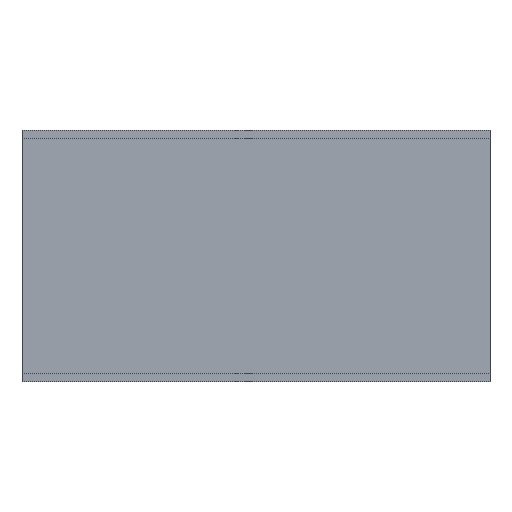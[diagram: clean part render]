
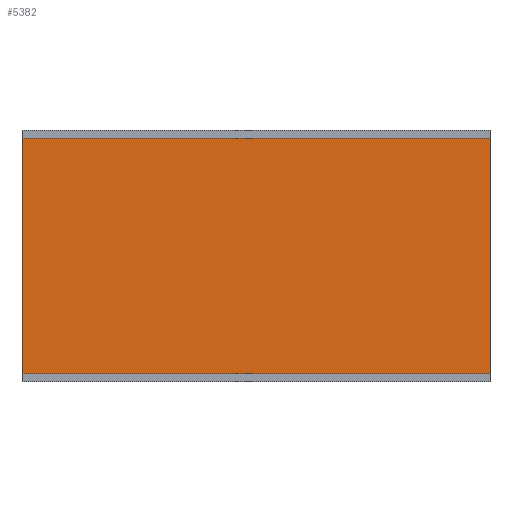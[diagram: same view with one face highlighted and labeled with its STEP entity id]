
A CAD part, left-side view. The second image highlights one B-rep face of the part: STEP entity #5382.
In plain terms, the highlighted planar face has unit normal (-1, 0, 0).
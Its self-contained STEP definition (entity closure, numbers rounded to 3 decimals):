
#2546 = PLANE('',#2547);
#2547 = AXIS2_PLACEMENT_3D('',#2548,#2549,#2550);
#2548 = CARTESIAN_POINT('',(0.,1000.,
    0.));
#2549 = DIRECTION('',(0.,1.,0.));
#2550 = DIRECTION('',(0.,-0.,1.));
#2600 = PLANE('',#2601);
#2601 = AXIS2_PLACEMENT_3D('',#2602,#2603,#2604);
#2602 = CARTESIAN_POINT('',(0.,0.,0.)
  );
#2603 = DIRECTION('',(0.,1.,0.));
#2604 = DIRECTION('',(0.,-0.,1.));
#3407 = VERTEX_POINT('',#3408);
#3408 = CARTESIAN_POINT('',(-5.4,0.,-251.1));
#3422 = PLANE('',#3423);
#3423 = AXIS2_PLACEMENT_3D('',#3424,#3425,#3426);
#3424 = CARTESIAN_POINT('',(-105.,0.,-251.1));
#3425 = DIRECTION('',(0.,0.,-1.));
#3426 = DIRECTION('',(1.,0.,0.));
#3434 = EDGE_CURVE('',#3407,#3435,#3437,.T.);
#3435 = VERTEX_POINT('',#3436);
#3436 = CARTESIAN_POINT('',(-5.4,0.,251.1));
#3437 = SURFACE_CURVE('',#3438,(#3442,#3449),.PCURVE_S1.);
#3438 = LINE('',#3439,#3440);
#3439 = CARTESIAN_POINT('',(-5.4,0.,-251.1));
#3440 = VECTOR('',#3441,1.);
#3441 = DIRECTION('',(0.,0.,1.));
#3442 = PCURVE('',#2600,#3443);
#3443 = DEFINITIONAL_REPRESENTATION('',(#3444),#3448);
#3444 = LINE('',#3445,#3446);
#3445 = CARTESIAN_POINT('',(-251.1,-5.4));
#3446 = VECTOR('',#3447,1.);
#3447 = DIRECTION('',(1.,0.));
#3448 = ( GEOMETRIC_REPRESENTATION_CONTEXT(2) 
PARAMETRIC_REPRESENTATION_CONTEXT() REPRESENTATION_CONTEXT('2D SPACE',''
  ) );
#3449 = PCURVE('',#3450,#3455);
#3450 = PLANE('',#3451);
#3451 = AXIS2_PLACEMENT_3D('',#3452,#3453,#3454);
#3452 = CARTESIAN_POINT('',(-5.4,0.,-251.1));
#3453 = DIRECTION('',(1.,0.,0.));
#3454 = DIRECTION('',(0.,0.,1.));
#3455 = DEFINITIONAL_REPRESENTATION('',(#3456),#3460);
#3456 = LINE('',#3457,#3458);
#3457 = CARTESIAN_POINT('',(0.,0.));
#3458 = VECTOR('',#3459,1.);
#3459 = DIRECTION('',(1.,0.));
#3460 = ( GEOMETRIC_REPRESENTATION_CONTEXT(2) 
PARAMETRIC_REPRESENTATION_CONTEXT() REPRESENTATION_CONTEXT('2D SPACE',''
  ) );
#3478 = PLANE('',#3479);
#3479 = AXIS2_PLACEMENT_3D('',#3480,#3481,#3482);
#3480 = CARTESIAN_POINT('',(-5.4,0.,251.1));
#3481 = DIRECTION('',(0.,-0.,1.));
#3482 = DIRECTION('',(-1.,0.,0.));
#3665 = VERTEX_POINT('',#3666);
#3666 = CARTESIAN_POINT('',(-5.4,1000.,-251.1));
#3687 = EDGE_CURVE('',#3665,#3688,#3690,.T.);
#3688 = VERTEX_POINT('',#3689);
#3689 = CARTESIAN_POINT('',(-5.4,1000.,251.1));
#3690 = SURFACE_CURVE('',#3691,(#3695,#3702),.PCURVE_S1.);
#3691 = LINE('',#3692,#3693);
#3692 = CARTESIAN_POINT('',(-5.4,1000.,-251.1));
#3693 = VECTOR('',#3694,1.);
#3694 = DIRECTION('',(0.,0.,1.));
#3695 = PCURVE('',#2546,#3696);
#3696 = DEFINITIONAL_REPRESENTATION('',(#3697),#3701);
#3697 = LINE('',#3698,#3699);
#3698 = CARTESIAN_POINT('',(-251.1,-5.4));
#3699 = VECTOR('',#3700,1.);
#3700 = DIRECTION('',(1.,0.));
#3701 = ( GEOMETRIC_REPRESENTATION_CONTEXT(2) 
PARAMETRIC_REPRESENTATION_CONTEXT() REPRESENTATION_CONTEXT('2D SPACE',''
  ) );
#3702 = PCURVE('',#3450,#3703);
#3703 = DEFINITIONAL_REPRESENTATION('',(#3704),#3708);
#3704 = LINE('',#3705,#3706);
#3705 = CARTESIAN_POINT('',(0.,-1000.));
#3706 = VECTOR('',#3707,1.);
#3707 = DIRECTION('',(1.,0.));
#3708 = ( GEOMETRIC_REPRESENTATION_CONTEXT(2) 
PARAMETRIC_REPRESENTATION_CONTEXT() REPRESENTATION_CONTEXT('2D SPACE',''
  ) );
#5361 = EDGE_CURVE('',#3407,#3665,#5362,.T.);
#5362 = SURFACE_CURVE('',#5363,(#5367,#5374),.PCURVE_S1.);
#5363 = LINE('',#5364,#5365);
#5364 = CARTESIAN_POINT('',(-5.4,0.,-251.1));
#5365 = VECTOR('',#5366,1.);
#5366 = DIRECTION('',(0.,1.,0.));
#5367 = PCURVE('',#3422,#5368);
#5368 = DEFINITIONAL_REPRESENTATION('',(#5369),#5373);
#5369 = LINE('',#5370,#5371);
#5370 = CARTESIAN_POINT('',(99.6,0.));
#5371 = VECTOR('',#5372,1.);
#5372 = DIRECTION('',(0.,-1.));
#5373 = ( GEOMETRIC_REPRESENTATION_CONTEXT(2) 
PARAMETRIC_REPRESENTATION_CONTEXT() REPRESENTATION_CONTEXT('2D SPACE',''
  ) );
#5374 = PCURVE('',#3450,#5375);
#5375 = DEFINITIONAL_REPRESENTATION('',(#5376),#5380);
#5376 = LINE('',#5377,#5378);
#5377 = CARTESIAN_POINT('',(0.,0.));
#5378 = VECTOR('',#5379,1.);
#5379 = DIRECTION('',(0.,-1.));
#5380 = ( GEOMETRIC_REPRESENTATION_CONTEXT(2) 
PARAMETRIC_REPRESENTATION_CONTEXT() REPRESENTATION_CONTEXT('2D SPACE',''
  ) );
#5382 = ADVANCED_FACE('',(#5383),#3450,.F.);
#5383 = FACE_BOUND('',#5384,.F.);
#5384 = EDGE_LOOP('',(#5385,#5386,#5387,#5408));
#5385 = ORIENTED_EDGE('',*,*,#5361,.T.);
#5386 = ORIENTED_EDGE('',*,*,#3687,.T.);
#5387 = ORIENTED_EDGE('',*,*,#5388,.F.);
#5388 = EDGE_CURVE('',#3435,#3688,#5389,.T.);
#5389 = SURFACE_CURVE('',#5390,(#5394,#5401),.PCURVE_S1.);
#5390 = LINE('',#5391,#5392);
#5391 = CARTESIAN_POINT('',(-5.4,0.,251.1));
#5392 = VECTOR('',#5393,1.);
#5393 = DIRECTION('',(0.,1.,0.));
#5394 = PCURVE('',#3450,#5395);
#5395 = DEFINITIONAL_REPRESENTATION('',(#5396),#5400);
#5396 = LINE('',#5397,#5398);
#5397 = CARTESIAN_POINT('',(502.2,0.));
#5398 = VECTOR('',#5399,1.);
#5399 = DIRECTION('',(0.,-1.));
#5400 = ( GEOMETRIC_REPRESENTATION_CONTEXT(2) 
PARAMETRIC_REPRESENTATION_CONTEXT() REPRESENTATION_CONTEXT('2D SPACE',''
  ) );
#5401 = PCURVE('',#3478,#5402);
#5402 = DEFINITIONAL_REPRESENTATION('',(#5403),#5407);
#5403 = LINE('',#5404,#5405);
#5404 = CARTESIAN_POINT('',(0.,0.));
#5405 = VECTOR('',#5406,1.);
#5406 = DIRECTION('',(0.,-1.));
#5407 = ( GEOMETRIC_REPRESENTATION_CONTEXT(2) 
PARAMETRIC_REPRESENTATION_CONTEXT() REPRESENTATION_CONTEXT('2D SPACE',''
  ) );
#5408 = ORIENTED_EDGE('',*,*,#3434,.F.);
